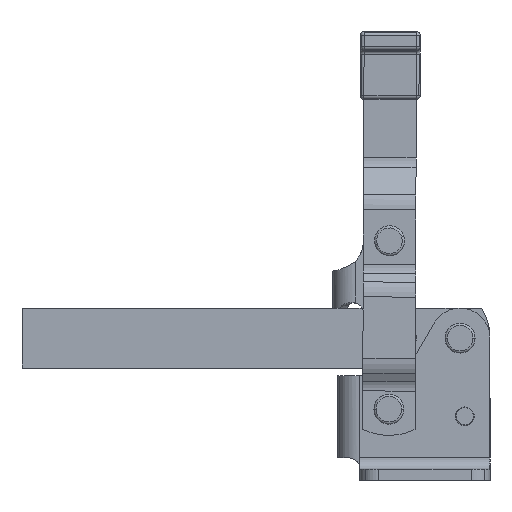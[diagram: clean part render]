
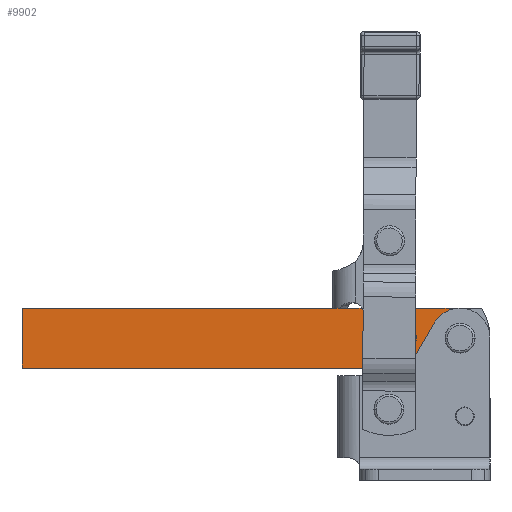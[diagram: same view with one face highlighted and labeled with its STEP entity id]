
A CAD part, top view. The second image highlights one B-rep face of the part: STEP entity #9902.
In plain terms, the highlighted planar face has unit normal (0, 0, 1).
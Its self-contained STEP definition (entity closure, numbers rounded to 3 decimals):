
#4776=CARTESIAN_POINT('',(8.354,3.707,-3.422));
#4777=VERTEX_POINT('',#4776);
#4793=CARTESIAN_POINT('',(9.025,2.73,-3.422));
#4794=VERTEX_POINT('',#4793);
#4801=CARTESIAN_POINT('',(11.114,4.883,-3.422));
#4802=DIRECTION('',(0.,0.,1.0));
#4803=DIRECTION('',(-0.92,-0.392,0.));
#4804=AXIS2_PLACEMENT_3D('',#4801,#4802,#4803);
#4805=CIRCLE('',#4804,3.);
#4806=EDGE_CURVE('',#4777,#4794,#4805,.T.);
#4818=CARTESIAN_POINT('',(0.178,-8.058,-3.422));
#4819=VERTEX_POINT('',#4818);
#4835=CARTESIAN_POINT('',(-2.85,-2.328,-3.422));
#4836=VERTEX_POINT('',#4835);
#4843=CARTESIAN_POINT('',(4.15,-2.293,-3.422));
#4844=DIRECTION('',(0.,0.,-1.));
#4845=DIRECTION('',(-0.567,-0.823,0.));
#4846=AXIS2_PLACEMENT_3D('',#4843,#4844,#4845);
#4847=CIRCLE('',#4846,7.);
#4848=EDGE_CURVE('',#4819,#4836,#4847,.T.);
#5618=CARTESIAN_POINT('',(10.725,-7.293,-3.422));
#5619=VERTEX_POINT('',#5618);
#5626=CARTESIAN_POINT('',(8.065,-10.293,-3.422));
#5627=VERTEX_POINT('',#5626);
#5628=CARTESIAN_POINT('',(2.065,-2.293,-3.422));
#5629=DIRECTION('',(0.0,0.0,-1.));
#5630=DIRECTION('',(0.5,-0.866,0.0));
#5631=AXIS2_PLACEMENT_3D('',#5628,#5629,#5630);
#5632=CIRCLE('',#5631,10.);
#5633=EDGE_CURVE('',#5619,#5627,#5632,.T.);
#6880=CARTESIAN_POINT('',(15.922,1.707,-3.422));
#6881=VERTEX_POINT('',#6880);
#6896=CARTESIAN_POINT('',(22.85,5.707,-3.422));
#6897=VERTEX_POINT('',#6896);
#6905=CARTESIAN_POINT('',(22.85,-2.293,-3.422));
#6906=DIRECTION('',(0.0,0.0,-1.0));
#6907=DIRECTION('',(-1.0,0.0,0.0));
#6908=AXIS2_PLACEMENT_3D('',#6905,#6906,#6907);
#6909=CIRCLE('',#6908,8.0);
#6910=EDGE_CURVE('',#6881,#6897,#6909,.T.);
#8873=CARTESIAN_POINT('',(15.922,1.707,-3.422));
#8874=DIRECTION('',(-0.5,-0.866,0.));
#8875=VECTOR('',#8874,10.392);
#8876=LINE('',#8873,#8875);
#8877=EDGE_CURVE('',#6881,#5619,#8876,.T.);
#9674=CARTESIAN_POINT('',(-94.15,-10.293,-3.422));
#9675=VERTEX_POINT('',#9674);
#9676=CARTESIAN_POINT('',(-94.15,5.707,-3.422));
#9677=VERTEX_POINT('',#9676);
#9678=CARTESIAN_POINT('',(-94.15,-10.293,-3.422));
#9679=DIRECTION('',(0.0,1.0,0.0));
#9680=VECTOR('',#9679,16.);
#9681=LINE('',#9678,#9680);
#9682=EDGE_CURVE('',#9675,#9677,#9681,.T.);
#9723=CARTESIAN_POINT('',(8.065,-10.293,-3.422));
#9724=DIRECTION('',(-1.0,0.0,0.0));
#9725=VECTOR('',#9724,102.215);
#9726=LINE('',#9723,#9725);
#9727=EDGE_CURVE('',#5627,#9675,#9726,.T.);
#9802=CARTESIAN_POINT('',(-31.65,-2.293,-3.422));
#9803=DIRECTION('',(0.0,0.0,1.0));
#9804=DIRECTION('',(1.0,0.0,0.0));
#9805=AXIS2_PLACEMENT_3D('',#9802,#9803,#9804);
#9806=PLANE('',#9805);
#9807=CARTESIAN_POINT('',(-2.883,4.172,-3.422));
#9808=VERTEX_POINT('',#9807);
#9809=CARTESIAN_POINT('',(-3.314,5.707,-3.422));
#9810=VERTEX_POINT('',#9809);
#9811=CARTESIAN_POINT('',(-5.883,4.157,-3.422));
#9812=DIRECTION('',(0.,0.,1.));
#9813=DIRECTION('',(-0.869,0.496,0.));
#9814=AXIS2_PLACEMENT_3D('',#9811,#9812,#9813);
#9815=CIRCLE('',#9814,3.0);
#9816=EDGE_CURVE('',#9808,#9810,#9815,.T.);
#9817=ORIENTED_EDGE('',*,*,#9816,.T.);
#9818=CARTESIAN_POINT('',(-8.042,5.707,-3.422));
#9819=VERTEX_POINT('',#9818);
#9820=CARTESIAN_POINT('',(-8.042,5.707,-3.422));
#9821=DIRECTION('',(1.0,0.0,0.0));
#9822=VECTOR('',#9821,4.729);
#9823=LINE('',#9820,#9822);
#9824=EDGE_CURVE('',#9819,#9810,#9823,.T.);
#9825=ORIENTED_EDGE('',*,*,#9824,.F.);
#9826=CARTESIAN_POINT('',(-8.092,5.646,-3.422));
#9827=VERTEX_POINT('',#9826);
#9828=CARTESIAN_POINT('',(-8.042,5.707,-3.422));
#9829=CARTESIAN_POINT('',(-8.061,5.684,-3.422));
#9830=CARTESIAN_POINT('',(-8.078,5.663,-3.422));
#9831=CARTESIAN_POINT('',(-8.092,5.646,-3.422));
#9832=B_SPLINE_CURVE_WITH_KNOTS('',3,(#9828,#9829,#9830,#9831),.UNSPECIFIED.,.F.,.U.,(4,4),(0.091,0.109),.UNSPECIFIED.);
#9833=EDGE_CURVE('',#9819,#9827,#9832,.T.);
#9834=ORIENTED_EDGE('',*,*,#9833,.T.);
#9835=CARTESIAN_POINT('',(-10.3,5.635,-3.422));
#9836=VERTEX_POINT('',#9835);
#9837=CARTESIAN_POINT('',(-8.092,5.646,-3.422));
#9838=DIRECTION('',(-1.,-0.005,0.));
#9839=VECTOR('',#9838,2.209);
#9840=LINE('',#9837,#9839);
#9841=EDGE_CURVE('',#9827,#9836,#9840,.T.);
#9842=ORIENTED_EDGE('',*,*,#9841,.T.);
#9843=CARTESIAN_POINT('',(-10.301,5.707,-3.422));
#9844=VERTEX_POINT('',#9843);
#9845=CARTESIAN_POINT('',(-10.3,5.635,-3.422));
#9846=DIRECTION('',(-0.005,1.,0.0));
#9847=VECTOR('',#9846,0.072);
#9848=LINE('',#9845,#9847);
#9849=EDGE_CURVE('',#9836,#9844,#9848,.T.);
#9850=ORIENTED_EDGE('',*,*,#9849,.T.);
#9851=CARTESIAN_POINT('',(-94.15,5.707,-3.422));
#9852=DIRECTION('',(1.0,0.0,0.0));
#9853=VECTOR('',#9852,83.85);
#9854=LINE('',#9851,#9853);
#9855=EDGE_CURVE('',#9677,#9844,#9854,.T.);
#9856=ORIENTED_EDGE('',*,*,#9855,.F.);
#9857=ORIENTED_EDGE('',*,*,#9682,.F.);
#9858=ORIENTED_EDGE('',*,*,#9727,.F.);
#9859=ORIENTED_EDGE('',*,*,#5633,.F.);
#9860=ORIENTED_EDGE('',*,*,#8877,.F.);
#9861=ORIENTED_EDGE('',*,*,#6910,.T.);
#9862=CARTESIAN_POINT('',(8.11,5.707,-3.422));
#9863=VERTEX_POINT('',#9862);
#9864=CARTESIAN_POINT('',(8.11,5.707,-3.422));
#9865=DIRECTION('',(1.0,0.0,0.0));
#9866=VECTOR('',#9865,14.74);
#9867=LINE('',#9864,#9866);
#9868=EDGE_CURVE('',#9863,#6897,#9867,.T.);
#9869=ORIENTED_EDGE('',*,*,#9868,.F.);
#9870=CARTESIAN_POINT('',(8.114,4.868,-3.422));
#9871=VERTEX_POINT('',#9870);
#9872=CARTESIAN_POINT('',(8.11,5.707,-3.422));
#9873=DIRECTION('',(0.005,-1.,0.));
#9874=VECTOR('',#9873,0.839);
#9875=LINE('',#9872,#9874);
#9876=EDGE_CURVE('',#9863,#9871,#9875,.T.);
#9877=ORIENTED_EDGE('',*,*,#9876,.T.);
#9878=CARTESIAN_POINT('',(11.114,4.883,-3.422));
#9879=DIRECTION('',(0.,0.,1.0));
#9880=DIRECTION('',(-0.92,-0.392,0.));
#9881=AXIS2_PLACEMENT_3D('',#9878,#9879,#9880);
#9882=CIRCLE('',#9881,3.);
#9883=EDGE_CURVE('',#9871,#4777,#9882,.T.);
#9884=ORIENTED_EDGE('',*,*,#9883,.T.);
#9885=ORIENTED_EDGE('',*,*,#4806,.T.);
#9886=CARTESIAN_POINT('',(4.15,-2.293,-3.422));
#9887=DIRECTION('',(0.,0.,-1.));
#9888=DIRECTION('',(-0.567,-0.823,0.));
#9889=AXIS2_PLACEMENT_3D('',#9886,#9887,#9888);
#9890=CIRCLE('',#9889,7.);
#9891=EDGE_CURVE('',#4794,#4819,#9890,.T.);
#9892=ORIENTED_EDGE('',*,*,#9891,.T.);
#9893=ORIENTED_EDGE('',*,*,#4848,.T.);
#9894=CARTESIAN_POINT('',(-2.85,-2.328,-3.422));
#9895=DIRECTION('',(-0.005,1.,0.0));
#9896=VECTOR('',#9895,6.5);
#9897=LINE('',#9894,#9896);
#9898=EDGE_CURVE('',#4836,#9808,#9897,.T.);
#9899=ORIENTED_EDGE('',*,*,#9898,.T.);
#9900=EDGE_LOOP('',(#9817,#9825,#9834,#9842,#9850,#9856,#9857,#9858,#9859,#9860,#9861,#9869,#9877,#9884,#9885,#9892,#9893,#9899));
#9901=FACE_OUTER_BOUND('',#9900,.T.);
#9902=ADVANCED_FACE('',(#9901),#9806,.T.);
